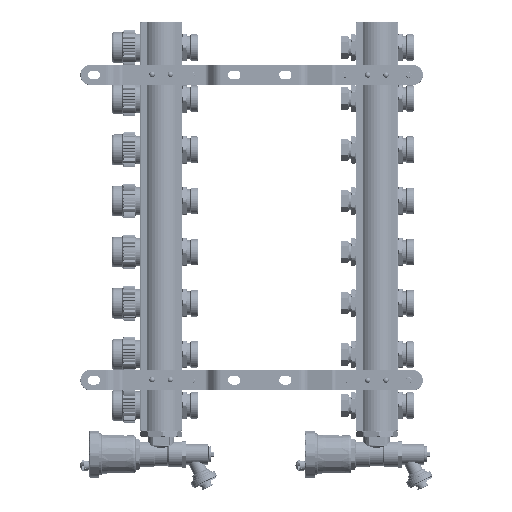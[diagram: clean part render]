
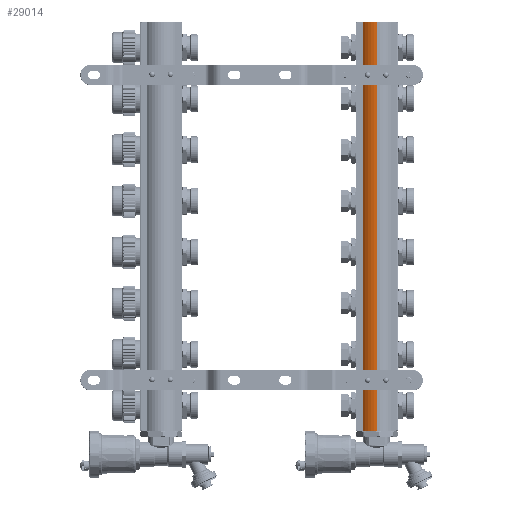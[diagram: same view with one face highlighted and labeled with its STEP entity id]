
A CAD part, left-side view. The second image highlights one B-rep face of the part: STEP entity #29014.
In plain terms, the highlighted cylindrical face has radius 18.2 mm (diameter 36.4 mm), a partial arc.
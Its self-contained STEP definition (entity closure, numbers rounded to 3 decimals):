
#4039 = DIRECTION ( 'NONE',  ( 0., 0., 1. ) ) ;
#8226 = VERTEX_POINT ( 'NONE', #24107 ) ;
#9317 = VERTEX_POINT ( 'NONE', #32260 ) ;
#9674 = EDGE_CURVE ( 'NONE', #9317, #56851, #44910, .T. ) ;
#11172 = DIRECTION ( 'NONE',  ( 0., 0., 1. ) ) ;
#12093 = VECTOR ( 'NONE', #20501, 1000. ) ;
#14819 = DIRECTION ( 'NONE',  ( 0., 0., -1. ) ) ;
#15057 = AXIS2_PLACEMENT_3D ( 'NONE', #32194, #11172, #57980 ) ;
#16024 = ORIENTED_EDGE ( 'NONE', *, *, #16179, .F. ) ;
#16179 = EDGE_CURVE ( 'NONE', #8226, #25113, #42641, .T. ) ;
#16487 = EDGE_CURVE ( 'NONE', #8226, #9317, #49236, .T. ) ;
#20501 = DIRECTION ( 'NONE',  ( 0., 0., -1. ) ) ;
#24081 = ORIENTED_EDGE ( 'NONE', *, *, #16487, .T. ) ;
#24107 = CARTESIAN_POINT ( 'NONE',  ( -12., 13.684, 400. ) ) ;
#25113 = VERTEX_POINT ( 'NONE', #32431 ) ;
#25481 = DIRECTION ( 'NONE',  ( -1., 0., 0. ) ) ;
#25977 = CYLINDRICAL_SURFACE ( 'NONE', #67919, 18.2 ) ;
#25983 = VECTOR ( 'NONE', #44680, 1000. ) ;
#26681 = ORIENTED_EDGE ( 'NONE', *, *, #61812, .F. ) ;
#27956 = CARTESIAN_POINT ( 'NONE',  ( -18.2, 0., 0. ) ) ;
#29014 = ADVANCED_FACE ( 'NONE', ( #37509 ), #25977, .T. ) ;
#31169 = AXIS2_PLACEMENT_3D ( 'NONE', #57038, #4039, #41394 ) ;
#32194 = CARTESIAN_POINT ( 'NONE',  ( 0., 0., 400. ) ) ;
#32260 = CARTESIAN_POINT ( 'NONE',  ( -12., 13.684, 0. ) ) ;
#32431 = CARTESIAN_POINT ( 'NONE',  ( -18.2, 0., 400. ) ) ;
#35358 = ORIENTED_EDGE ( 'NONE', *, *, #9674, .T. ) ;
#37509 = FACE_OUTER_BOUND ( 'NONE', #51770, .T. ) ;
#39955 = LINE ( 'NONE', #45362, #25983 ) ;
#41394 = DIRECTION ( 'NONE',  ( 1., 0., 0. ) ) ;
#42641 = CIRCLE ( 'NONE', #15057, 18.2 ) ;
#44680 = DIRECTION ( 'NONE',  ( 0., 0., -1. ) ) ;
#44910 = CIRCLE ( 'NONE', #31169, 18.2 ) ;
#45362 = CARTESIAN_POINT ( 'NONE',  ( -18.2, 0., 400. ) ) ;
#46799 = CARTESIAN_POINT ( 'NONE',  ( -12., 13.684, 400. ) ) ;
#49236 = LINE ( 'NONE', #46799, #12093 ) ;
#51770 = EDGE_LOOP ( 'NONE', ( #26681, #16024, #24081, #35358 ) ) ;
#56851 = VERTEX_POINT ( 'NONE', #27956 ) ;
#57038 = CARTESIAN_POINT ( 'NONE',  ( 0., 0., 0. ) ) ;
#57700 = CARTESIAN_POINT ( 'NONE',  ( 0., 0., 400. ) ) ;
#57980 = DIRECTION ( 'NONE',  ( 1., 0., 0. ) ) ;
#61812 = EDGE_CURVE ( 'NONE', #25113, #56851, #39955, .T. ) ;
#67919 = AXIS2_PLACEMENT_3D ( 'NONE', #57700, #14819, #25481 ) ;
